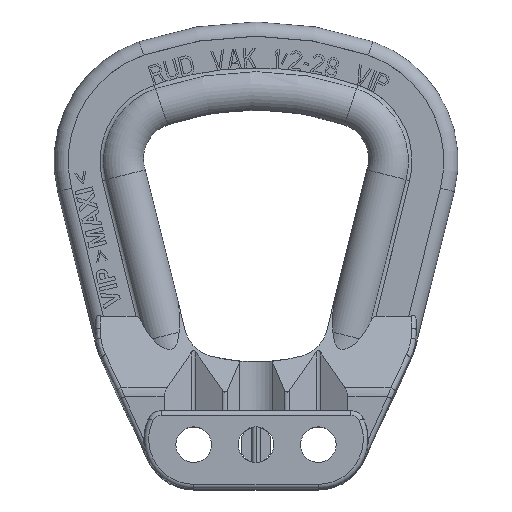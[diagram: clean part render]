
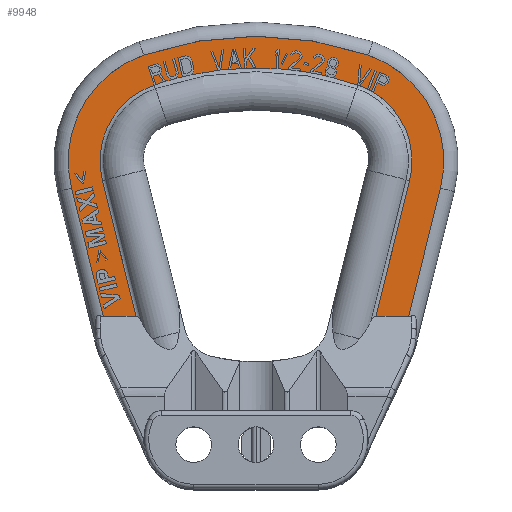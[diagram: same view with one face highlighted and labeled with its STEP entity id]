
A CAD part, top view. The second image highlights one B-rep face of the part: STEP entity #9948.
In plain terms, the highlighted face is planar.
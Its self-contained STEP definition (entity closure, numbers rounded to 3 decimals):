
#2=CARTESIAN_POINT('',(0.,-220.,25.));
#3=DIRECTION('',(0.,0.,1.));
#4=DIRECTION('',(0.327,0.945,0.));
#5=AXIS2_PLACEMENT_3D('',#2,#3,#4);
#7=CARTESIAN_POINT('',(-85.,25.713,25.));
#8=DIRECTION('',(0.,0.,-1.));
#9=DIRECTION('',(-0.97,-0.242,0.));
#10=AXIS2_PLACEMENT_3D('',#7,#8,#9);
#12=DIRECTION('',(-0.242,0.97,0.));
#13=VECTOR('',#12,157.226);
#14=CARTESIAN_POINT('',(-134.576,-148.687,25.));
#15=LINE('',#14,#13);
#16=DIRECTION('',(-1.,0.,0.));
#17=VECTOR('',#16,36.799);
#18=CARTESIAN_POINT('',(-134.576,-148.687,25.));
#19=LINE('',#18,#17);
#20=CARTESIAN_POINT('',(0.,-220.,25.));
#21=DIRECTION('',(0.,0.,-1.));
#22=DIRECTION('',(-0.327,0.945,0.));
#23=AXIS2_PLACEMENT_3D('',#20,#21,#22);
#25=DIRECTION('',(1.,0.,0.));
#26=VECTOR('',#25,36.799);
#27=CARTESIAN_POINT('',(134.576,-148.687,25.));
#28=LINE('',#27,#26);
#29=DIRECTION('',(0.242,0.97,0.));
#30=VECTOR('',#29,157.226);
#31=CARTESIAN_POINT('',(134.576,-148.687,25.));
#32=LINE('',#31,#30);
#33=CARTESIAN_POINT('',(85.,25.713,25.));
#34=DIRECTION('',(0.,0.,1.));
#35=DIRECTION('',(0.97,-0.242,0.));
#36=AXIS2_PLACEMENT_3D('',#33,#34,#35);
#4763=CARTESIAN_POINT('',(-85.,25.713,25.));
#4764=DIRECTION('',(0.,0.,-1.));
#4765=DIRECTION('',(-0.97,-0.242,0.));
#4766=AXIS2_PLACEMENT_3D('',#4763,#4764,#4765);
#4800=DIRECTION('',(-0.242,0.97,0.));
#4801=VECTOR('',#4800,148.324);
#4802=CARTESIAN_POINT('',(-171.374,-148.687,25.));
#4803=LINE('',#4802,#4801);
#7130=DIRECTION('',(0.242,0.97,0.));
#7131=VECTOR('',#7130,148.324);
#7132=CARTESIAN_POINT('',(171.374,-148.687,25.));
#7133=LINE('',#7132,#7131);
#7241=CARTESIAN_POINT('',(85.,25.713,25.));
#7242=DIRECTION('',(0.,0.,1.));
#7243=DIRECTION('',(0.97,-0.242,0.));
#7244=AXIS2_PLACEMENT_3D('',#7241,#7242,#7243);
#7461=CARTESIAN_POINT('',(-134.576,-148.687,25.));
#7743=CARTESIAN_POINT('',(134.576,-148.687,25.));
#7962=CARTESIAN_POINT('',(172.612,3.869,25.));
#7964=VERTEX_POINT('',#7962);
#7965=CARTESIAN_POINT('',(207.257,-4.769,25.));
#7967=VERTEX_POINT('',#7965);
#7970=CARTESIAN_POINT('',(114.519,111.046,25.));
#7972=VERTEX_POINT('',#7970);
#7973=CARTESIAN_POINT('',(126.192,144.79,25.));
#7975=VERTEX_POINT('',#7973);
#7977=VERTEX_POINT('',#7743);
#8001=CARTESIAN_POINT('',(-172.612,3.869,25.));
#8003=VERTEX_POINT('',#8001);
#8004=CARTESIAN_POINT('',(-207.257,-4.769,25.));
#8006=VERTEX_POINT('',#8004);
#8009=CARTESIAN_POINT('',(-114.519,111.046,25.));
#8011=VERTEX_POINT('',#8009);
#8012=CARTESIAN_POINT('',(-126.192,144.79,25.));
#8014=VERTEX_POINT('',#8012);
#8372=CARTESIAN_POINT('',(171.374,-148.687,25.));
#8373=VERTEX_POINT('',#8372);
#9737=VERTEX_POINT('',#7461);
#9741=CARTESIAN_POINT('',(-171.374,-148.687,25.));
#9742=VERTEX_POINT('',#9741);
#9917=CARTESIAN_POINT('',(0.,0.,25.));
#9918=DIRECTION('',(0.,0.,1.));
#9919=DIRECTION('',(0.,1.,0.));
#9920=AXIS2_PLACEMENT_3D('',#9917,#9918,#9919);
#9921=PLANE('',#9920);
#9923=ORIENTED_EDGE('',*,*,#9922,.T.);
#9925=ORIENTED_EDGE('',*,*,#9924,.F.);
#9927=ORIENTED_EDGE('',*,*,#9926,.F.);
#9929=ORIENTED_EDGE('',*,*,#9928,.T.);
#9931=ORIENTED_EDGE('',*,*,#9930,.T.);
#9933=ORIENTED_EDGE('',*,*,#9932,.T.);
#9935=ORIENTED_EDGE('',*,*,#9934,.T.);
#9937=ORIENTED_EDGE('',*,*,#9936,.F.);
#9939=ORIENTED_EDGE('',*,*,#9938,.F.);
#9941=ORIENTED_EDGE('',*,*,#9940,.F.);
#9943=ORIENTED_EDGE('',*,*,#9942,.T.);
#9945=ORIENTED_EDGE('',*,*,#9944,.T.);
#9946=EDGE_LOOP('',(#9923,#9925,#9927,#9929,#9931,#9933,#9935,#9937,#9939,#9941,
#9943,#9945));
#9947=FACE_OUTER_BOUND('',#9946,.F.);
#9948=ADVANCED_FACE('',(#9947),#9921,.T.);
#6=CIRCLE('',#5,350.294);
#11=CIRCLE('',#10,90.294);
#24=CIRCLE('',#23,386.);
#37=CIRCLE('',#36,90.294);
#4767=CIRCLE('',#4766,126.);
#7245=CIRCLE('',#7244,126.);
#9922=EDGE_CURVE('',#7972,#8011,#6,.T.);
#9924=EDGE_CURVE('',#8003,#8011,#11,.T.);
#9926=EDGE_CURVE('',#9737,#8003,#15,.T.);
#9928=EDGE_CURVE('',#9737,#9742,#19,.T.);
#9930=EDGE_CURVE('',#9742,#8006,#4803,.T.);
#9932=EDGE_CURVE('',#8006,#8014,#4767,.T.);
#9934=EDGE_CURVE('',#8014,#7975,#24,.T.);
#9936=EDGE_CURVE('',#7967,#7975,#7245,.T.);
#9938=EDGE_CURVE('',#8373,#7967,#7133,.T.);
#9940=EDGE_CURVE('',#7977,#8373,#28,.T.);
#9942=EDGE_CURVE('',#7977,#7964,#32,.T.);
#9944=EDGE_CURVE('',#7964,#7972,#37,.T.);
